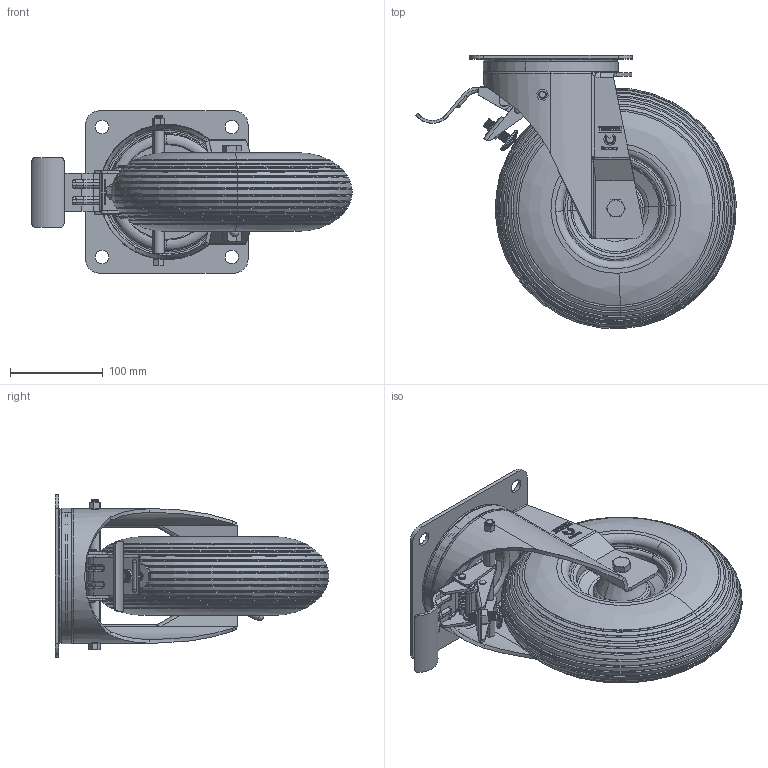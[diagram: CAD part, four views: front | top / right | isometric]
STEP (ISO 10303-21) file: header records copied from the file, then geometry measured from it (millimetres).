
FILE_DESCRIPTION (( 'STEP AP214' ), '1' );
FILE_NAME ('0018610_L-IP-LRS1-260-R-3-DSV.STEP', '2017-04-20T09:53:42', ( '' ), ( '' ), 'SwSTEP 2.0', 'SolidWorks 2016', '' );
FILE_SCHEMA (( 'AUTOMOTIVE_DESIGN' ));
Length unit declared in the file: millimetre
Products named in the file (1): 0018610_L-IP-LRS1-260-R-3-DSV
Bounding box: 345.47 x 294.76 x 175 mm (x, y, z)
Surface area: 507899.7 mm2 (no closed solid volume)
Topology: 0 solids, 31 shells, 1892 faces, 5152 edges, 3277 vertices
Faces by surface type: cylinder 712, plane 504, torus 300, sphere 173, bspline 103, cone 100
Entity records: 91317 total; most frequent: CARTESIAN_POINT 29261, ORIENTED_EDGE 9862, DIRECTION 9805, EDGE_CURVE 4940, AXIS2_PLACEMENT_3D 4012, VERTEX_POINT 3164, CIRCLE 2222, EDGE_LOOP 2032
